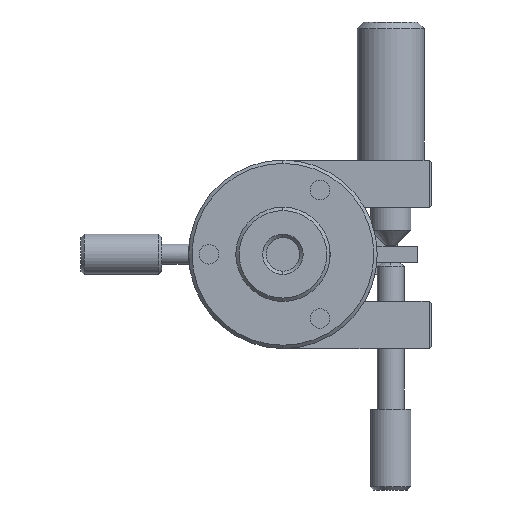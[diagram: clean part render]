
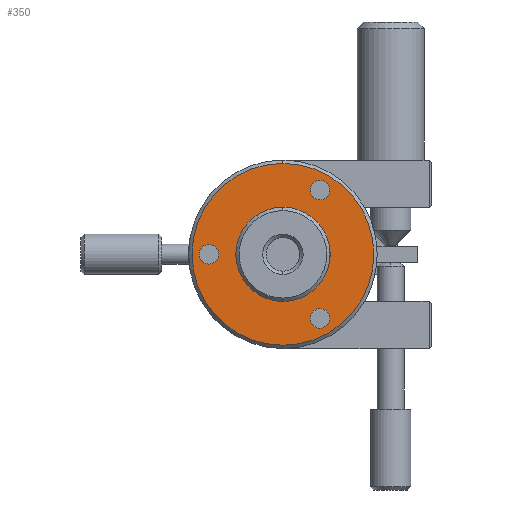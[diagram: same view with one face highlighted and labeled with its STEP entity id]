
A CAD part, front view. The second image highlights one B-rep face of the part: STEP entity #350.
In plain terms, the highlighted planar face has unit normal (0, -1, 0).
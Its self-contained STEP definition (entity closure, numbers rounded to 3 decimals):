
#40 = EDGE_CURVE ( 'NONE', #1342, #755, #3385, .T. ) ;
#84 = CARTESIAN_POINT ( 'NONE',  ( 0., 6., 0. ) ) ;
#118 = EDGE_CURVE ( 'NONE', #915, #2199, #1361, .T. ) ;
#144 = DIRECTION ( 'NONE',  ( 0., 1., 0. ) ) ;
#182 = FACE_OUTER_BOUND ( 'NONE', #3168, .T. ) ;
#209 = CARTESIAN_POINT ( 'NONE',  ( 0., 6., -7. ) ) ;
#323 = DIRECTION ( 'NONE',  ( 0., 1., 0. ) ) ;
#344 = CARTESIAN_POINT ( 'NONE',  ( 5.5, 6., -10.976 ) ) ;
#350 = ADVANCED_FACE ( 'NONE', ( #1088, #2799, #3703, #182, #1889 ), #1809, .F. ) ;
#355 = CIRCLE ( 'NONE', #3669, 1.45 ) ;
#422 = CARTESIAN_POINT ( 'NONE',  ( 5.5, 6., -8.076 ) ) ;
#431 = CARTESIAN_POINT ( 'NONE',  ( 5.5, 6., 9.526 ) ) ;
#434 = DIRECTION ( 'NONE',  ( 0., -1., 0. ) ) ;
#539 = VERTEX_POINT ( 'NONE', #2106 ) ;
#576 = CIRCLE ( 'NONE', #3613, 1.45 ) ;
#590 = DIRECTION ( 'NONE',  ( 0., 1., 0. ) ) ;
#755 = VERTEX_POINT ( 'NONE', #209 ) ;
#778 = DIRECTION ( 'NONE',  ( 0., 0., 1. ) ) ;
#890 = VERTEX_POINT ( 'NONE', #344 ) ;
#895 = CIRCLE ( 'NONE', #1330, 1.45 ) ;
#915 = VERTEX_POINT ( 'NONE', #1348 ) ;
#920 = VERTEX_POINT ( 'NONE', #2431 ) ;
#1027 = CARTESIAN_POINT ( 'NONE',  ( -11., 6., 0. ) ) ;
#1088 = FACE_BOUND ( 'NONE', #1470, .T. ) ;
#1147 = CARTESIAN_POINT ( 'NONE',  ( 0., 6., 13.5 ) ) ;
#1247 = EDGE_LOOP ( 'NONE', ( #3659, #3611 ) ) ;
#1268 = CARTESIAN_POINT ( 'NONE',  ( 0., 6., 7. ) ) ;
#1330 = AXIS2_PLACEMENT_3D ( 'NONE', #3227, #3270, #4261 ) ;
#1342 = VERTEX_POINT ( 'NONE', #1268 ) ;
#1348 = CARTESIAN_POINT ( 'NONE',  ( 0., 6., -13.5 ) ) ;
#1361 = CIRCLE ( 'NONE', #1808, 13.5 ) ;
#1378 = DIRECTION ( 'NONE',  ( 0., 0., 1. ) ) ;
#1470 = EDGE_LOOP ( 'NONE', ( #4288, #4282 ) ) ;
#1483 = CARTESIAN_POINT ( 'NONE',  ( -11., 6., -1.45 ) ) ;
#1659 = AXIS2_PLACEMENT_3D ( 'NONE', #2387, #323, #2717 ) ;
#1701 = EDGE_CURVE ( 'NONE', #890, #3267, #895, .T. ) ;
#1770 = AXIS2_PLACEMENT_3D ( 'NONE', #431, #2816, #778 ) ;
#1775 = EDGE_CURVE ( 'NONE', #920, #2586, #3294, .T. ) ;
#1808 = AXIS2_PLACEMENT_3D ( 'NONE', #2995, #3021, #3062 ) ;
#1809 = PLANE ( 'NONE',  #1930 ) ;
#1830 = EDGE_CURVE ( 'NONE', #3267, #890, #576, .T. ) ;
#1889 = FACE_BOUND ( 'NONE', #2329, .T. ) ;
#1930 = AXIS2_PLACEMENT_3D ( 'NONE', #3510, #144, #3482 ) ;
#2055 = EDGE_CURVE ( 'NONE', #2199, #915, #2560, .T. ) ;
#2106 = CARTESIAN_POINT ( 'NONE',  ( 5.5, 6., 10.976 ) ) ;
#2199 = VERTEX_POINT ( 'NONE', #1147 ) ;
#2202 = CARTESIAN_POINT ( 'NONE',  ( 0., 6., 0. ) ) ;
#2220 = DIRECTION ( 'NONE',  ( 0., -1., 0. ) ) ;
#2234 = DIRECTION ( 'NONE',  ( 0., 0., 1. ) ) ;
#2329 = EDGE_LOOP ( 'NONE', ( #3343, #3289 ) ) ;
#2383 = EDGE_CURVE ( 'NONE', #2586, #920, #355, .T. ) ;
#2387 = CARTESIAN_POINT ( 'NONE',  ( 0., 6., 0. ) ) ;
#2431 = CARTESIAN_POINT ( 'NONE',  ( -11., 6., 1.45 ) ) ;
#2491 = CARTESIAN_POINT ( 'NONE',  ( 5.5, 6., 9.526 ) ) ;
#2519 = EDGE_CURVE ( 'NONE', #4109, #539, #3456, .T. ) ;
#2560 = CIRCLE ( 'NONE', #3526, 13.5 ) ;
#2572 = AXIS2_PLACEMENT_3D ( 'NONE', #84, #590, #4246 ) ;
#2586 = VERTEX_POINT ( 'NONE', #1483 ) ;
#2717 = DIRECTION ( 'NONE',  ( 0., 0., 1. ) ) ;
#2799 = FACE_BOUND ( 'NONE', #4232, .T. ) ;
#2816 = DIRECTION ( 'NONE',  ( 0., -1., 0. ) ) ;
#2817 = DIRECTION ( 'NONE',  ( 0., 0., 1. ) ) ;
#2941 = CARTESIAN_POINT ( 'NONE',  ( -11., 6., 0. ) ) ;
#2967 = DIRECTION ( 'NONE',  ( 0., -1., 0. ) ) ;
#2983 = DIRECTION ( 'NONE',  ( 0., 0., 1. ) ) ;
#2995 = CARTESIAN_POINT ( 'NONE',  ( 0., 6., 0. ) ) ;
#3021 = DIRECTION ( 'NONE',  ( 0., -1., 0. ) ) ;
#3031 = CARTESIAN_POINT ( 'NONE',  ( 5.5, 6., 8.076 ) ) ;
#3059 = EDGE_CURVE ( 'NONE', #755, #1342, #3375, .T. ) ;
#3062 = DIRECTION ( 'NONE',  ( 0., 0., 1. ) ) ;
#3151 = AXIS2_PLACEMENT_3D ( 'NONE', #2941, #2967, #2983 ) ;
#3168 = EDGE_LOOP ( 'NONE', ( #3513, #3508 ) ) ;
#3227 = CARTESIAN_POINT ( 'NONE',  ( 5.5, 6., -9.526 ) ) ;
#3267 = VERTEX_POINT ( 'NONE', #422 ) ;
#3270 = DIRECTION ( 'NONE',  ( 0., -1., 0. ) ) ;
#3289 = ORIENTED_EDGE ( 'NONE', *, *, #40, .T. ) ;
#3293 = EDGE_CURVE ( 'NONE', #539, #4109, #3531, .T. ) ;
#3294 = CIRCLE ( 'NONE', #3151, 1.45 ) ;
#3343 = ORIENTED_EDGE ( 'NONE', *, *, #3059, .T. ) ;
#3375 = CIRCLE ( 'NONE', #1659, 7. ) ;
#3385 = CIRCLE ( 'NONE', #2572, 7. ) ;
#3409 = DIRECTION ( 'NONE',  ( 0., -1., 0. ) ) ;
#3456 = CIRCLE ( 'NONE', #1770, 1.45 ) ;
#3482 = DIRECTION ( 'NONE',  ( 0., 0., 1. ) ) ;
#3508 = ORIENTED_EDGE ( 'NONE', *, *, #118, .T. ) ;
#3510 = CARTESIAN_POINT ( 'NONE',  ( 0., 6., 0. ) ) ;
#3513 = ORIENTED_EDGE ( 'NONE', *, *, #2055, .T. ) ;
#3526 = AXIS2_PLACEMENT_3D ( 'NONE', #2202, #2220, #2234 ) ;
#3531 = CIRCLE ( 'NONE', #4158, 1.45 ) ;
#3611 = ORIENTED_EDGE ( 'NONE', *, *, #2383, .F. ) ;
#3613 = AXIS2_PLACEMENT_3D ( 'NONE', #3746, #3764, #3921 ) ;
#3659 = ORIENTED_EDGE ( 'NONE', *, *, #1775, .F. ) ;
#3669 = AXIS2_PLACEMENT_3D ( 'NONE', #1027, #3409, #1378 ) ;
#3703 = FACE_BOUND ( 'NONE', #1247, .T. ) ;
#3746 = CARTESIAN_POINT ( 'NONE',  ( 5.5, 6., -9.526 ) ) ;
#3764 = DIRECTION ( 'NONE',  ( 0., -1., 0. ) ) ;
#3921 = DIRECTION ( 'NONE',  ( 0., 0., 1. ) ) ;
#3931 = ORIENTED_EDGE ( 'NONE', *, *, #2519, .F. ) ;
#3968 = ORIENTED_EDGE ( 'NONE', *, *, #3293, .F. ) ;
#4109 = VERTEX_POINT ( 'NONE', #3031 ) ;
#4158 = AXIS2_PLACEMENT_3D ( 'NONE', #2491, #434, #2817 ) ;
#4232 = EDGE_LOOP ( 'NONE', ( #3968, #3931 ) ) ;
#4246 = DIRECTION ( 'NONE',  ( 0., 0., 1. ) ) ;
#4261 = DIRECTION ( 'NONE',  ( 0., 0., 1. ) ) ;
#4282 = ORIENTED_EDGE ( 'NONE', *, *, #1701, .F. ) ;
#4288 = ORIENTED_EDGE ( 'NONE', *, *, #1830, .F. ) ;
